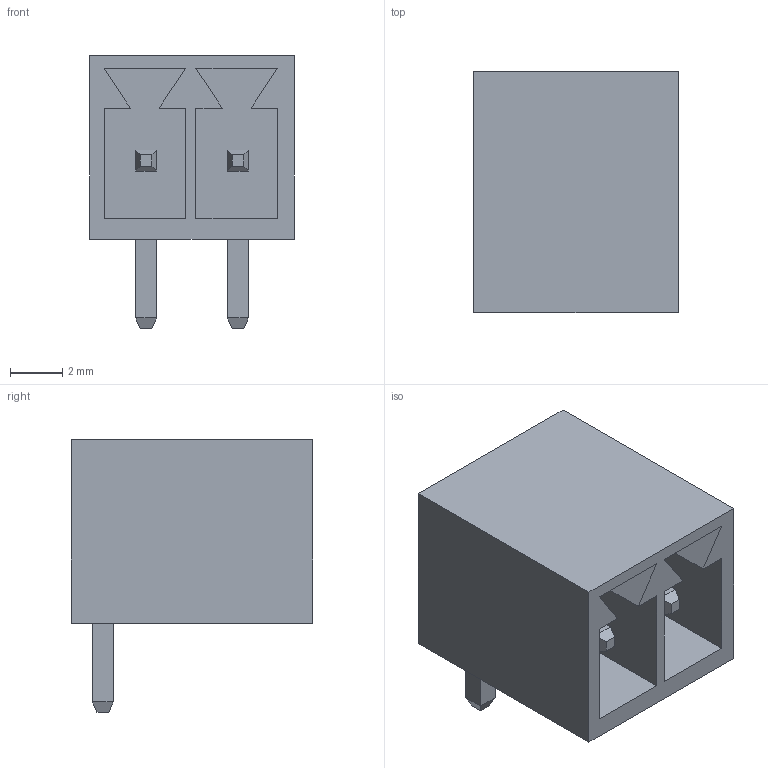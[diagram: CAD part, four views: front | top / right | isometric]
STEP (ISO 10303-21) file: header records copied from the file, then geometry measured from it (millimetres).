
FILE_DESCRIPTION (( 'STEP AP214' ), '1' );
FILE_NAME ('15EDGRC-3.5-02P.STEP', '2022-08-30T09:40:07', ( '' ), ( '' ), 'SwSTEP 2.0', 'SolidWorks 2019', '' );
FILE_SCHEMA (( 'AUTOMOTIVE_DESIGN' ));
Length unit declared in the file: millimetre
Products named in the file (1): 15EDGRC-3.5-02P
Bounding box: 7.8 x 9.2 x 10.4 mm (x, y, z)
Volume: 287.6 mm3; surface area: 722 mm2
Topology: 1 solids, 1 shells, 60 faces, 140 edges, 88 vertices
Faces by surface type: plane 60
Entity records: 2086 total; most frequent: CARTESIAN_POINT 289, ORIENTED_EDGE 280, DIRECTION 262, LINE 140, EDGE_CURVE 140, VECTOR 140, VERTEX_POINT 88, EDGE_LOOP 66
